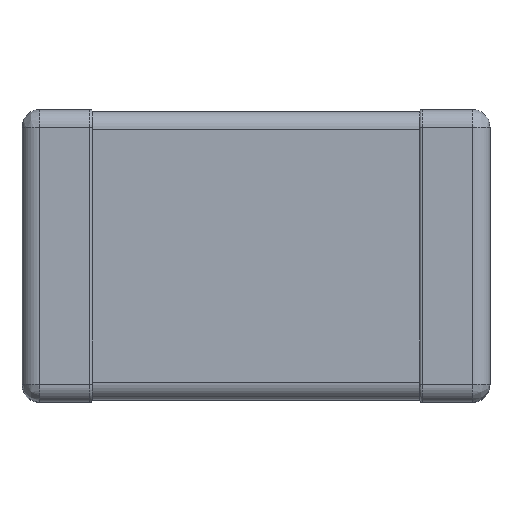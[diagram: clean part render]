
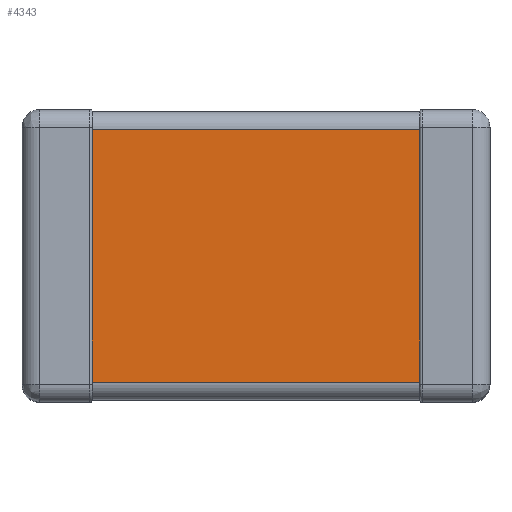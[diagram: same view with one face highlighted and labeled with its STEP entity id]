
A CAD part, top view. The second image highlights one B-rep face of the part: STEP entity #4343.
In plain terms, the highlighted planar face has unit normal (0, 0, 1).
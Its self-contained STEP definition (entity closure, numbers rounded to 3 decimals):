
#1116 = CYLINDRICAL_SURFACE('',#1117,0.01);
#1117 = AXIS2_PLACEMENT_3D('',#1118,#1119,#1120);
#1118 = CARTESIAN_POINT('',(-0.71,-0.625,1.19));
#1119 = DIRECTION('',(0.,1.,0.));
#1120 = DIRECTION('',(0.,0.,1.));
#1273 = VERTEX_POINT('',#1274);
#1274 = CARTESIAN_POINT('',(-0.7,0.54,1.19));
#1332 = CYLINDRICAL_SURFACE('',#1333,0.075);
#1333 = AXIS2_PLACEMENT_3D('',#1334,#1335,#1336);
#1334 = CARTESIAN_POINT('',(0.,0.54,1.115));
#1335 = DIRECTION('',(-1.,0.,0.));
#1336 = DIRECTION('',(0.,0.,1.));
#2388 = VERTEX_POINT('',#2389);
#2389 = CARTESIAN_POINT('',(-0.7,-0.54,1.19));
#2437 = EDGE_CURVE('',#2388,#1273,#2438,.T.);
#2438 = SURFACE_CURVE('',#2439,(#2443,#2450),.PCURVE_S1.);
#2439 = LINE('',#2440,#2441);
#2440 = CARTESIAN_POINT('',(-0.7,-0.615,1.19));
#2441 = VECTOR('',#2442,1.);
#2442 = DIRECTION('',(0.,1.,0.));
#2443 = PCURVE('',#1116,#2444);
#2444 = DEFINITIONAL_REPRESENTATION('',(#2445),#2449);
#2445 = LINE('',#2446,#2447);
#2446 = CARTESIAN_POINT('',(1.571,0.01));
#2447 = VECTOR('',#2448,1.);
#2448 = DIRECTION('',(0.,1.));
#2449 = ( GEOMETRIC_REPRESENTATION_CONTEXT(2) 
PARAMETRIC_REPRESENTATION_CONTEXT() REPRESENTATION_CONTEXT('2D SPACE',''
  ) );
#2450 = PCURVE('',#2451,#2456);
#2451 = PLANE('',#2452);
#2452 = AXIS2_PLACEMENT_3D('',#2453,#2454,#2455);
#2453 = CARTESIAN_POINT('',(0.,-0.615,1.19));
#2454 = DIRECTION('',(0.,0.,1.));
#2455 = DIRECTION('',(1.,0.,0.));
#2456 = DEFINITIONAL_REPRESENTATION('',(#2457),#2461);
#2457 = LINE('',#2458,#2459);
#2458 = CARTESIAN_POINT('',(-0.7,0.));
#2459 = VECTOR('',#2460,1.);
#2460 = DIRECTION('',(0.,1.));
#2461 = ( GEOMETRIC_REPRESENTATION_CONTEXT(2) 
PARAMETRIC_REPRESENTATION_CONTEXT() REPRESENTATION_CONTEXT('2D SPACE',''
  ) );
#2650 = VERTEX_POINT('',#2651);
#2651 = CARTESIAN_POINT('',(0.7,0.54,1.19));
#2702 = EDGE_CURVE('',#2650,#1273,#2703,.T.);
#2703 = SURFACE_CURVE('',#2704,(#2708,#2737),.PCURVE_S1.);
#2704 = LINE('',#2705,#2706);
#2705 = CARTESIAN_POINT('',(0.,0.54,1.19));
#2706 = VECTOR('',#2707,1.);
#2707 = DIRECTION('',(-1.,0.,0.));
#2708 = PCURVE('',#1332,#2709);
#2709 = DEFINITIONAL_REPRESENTATION('',(#2710),#2736);
#2710 = B_SPLINE_CURVE_WITH_KNOTS('',3,(#2711,#2712,#2713,#2714,#2715,
    #2716,#2717,#2718,#2719,#2720,#2721,#2722,#2723,#2724,#2725,#2726,
    #2727,#2728,#2729,#2730,#2731,#2732,#2733,#2734,#2735),
  .UNSPECIFIED.,.F.,.F.,(4,1,1,1,1,1,1,1,1,1,1,1,1,1,1,1,1,1,1,1,1,1,4),
  (-0.7,-0.636,-0.573,-0.509,-0.445,
    -0.382,-0.318,-0.255,-0.191,
    -0.127,-0.064,0.,
    0.064,0.127,0.191,0.255,
    0.318,0.382,0.445,0.509,
    0.573,0.636,0.7),.UNSPECIFIED.);
#2711 = CARTESIAN_POINT('',(0.,-0.7));
#2712 = CARTESIAN_POINT('',(0.,-0.679));
#2713 = CARTESIAN_POINT('',(0.,-0.636));
#2714 = CARTESIAN_POINT('',(0.,-0.573));
#2715 = CARTESIAN_POINT('',(0.,-0.509));
#2716 = CARTESIAN_POINT('',(0.,-0.445));
#2717 = CARTESIAN_POINT('',(0.,-0.382));
#2718 = CARTESIAN_POINT('',(0.,-0.318));
#2719 = CARTESIAN_POINT('',(0.,-0.255));
#2720 = CARTESIAN_POINT('',(0.,-0.191));
#2721 = CARTESIAN_POINT('',(0.,-0.127));
#2722 = CARTESIAN_POINT('',(0.,-0.064));
#2723 = CARTESIAN_POINT('',(0.,0.));
#2724 = CARTESIAN_POINT('',(0.,0.064));
#2725 = CARTESIAN_POINT('',(0.,0.127));
#2726 = CARTESIAN_POINT('',(0.,0.191));
#2727 = CARTESIAN_POINT('',(0.,0.255));
#2728 = CARTESIAN_POINT('',(0.,0.318));
#2729 = CARTESIAN_POINT('',(0.,0.382));
#2730 = CARTESIAN_POINT('',(0.,0.445));
#2731 = CARTESIAN_POINT('',(0.,0.509));
#2732 = CARTESIAN_POINT('',(0.,0.573));
#2733 = CARTESIAN_POINT('',(0.,0.636));
#2734 = CARTESIAN_POINT('',(0.,0.679));
#2735 = CARTESIAN_POINT('',(0.,0.7));
#2736 = ( GEOMETRIC_REPRESENTATION_CONTEXT(2) 
PARAMETRIC_REPRESENTATION_CONTEXT() REPRESENTATION_CONTEXT('2D SPACE',''
  ) );
#2737 = PCURVE('',#2451,#2738);
#2738 = DEFINITIONAL_REPRESENTATION('',(#2739),#2743);
#2739 = LINE('',#2740,#2741);
#2740 = CARTESIAN_POINT('',(0.,1.155));
#2741 = VECTOR('',#2742,1.);
#2742 = DIRECTION('',(-1.,0.));
#2743 = ( GEOMETRIC_REPRESENTATION_CONTEXT(2) 
PARAMETRIC_REPRESENTATION_CONTEXT() REPRESENTATION_CONTEXT('2D SPACE',''
  ) );
#4307 = CYLINDRICAL_SURFACE('',#4308,0.075);
#4308 = AXIS2_PLACEMENT_3D('',#4309,#4310,#4311);
#4309 = CARTESIAN_POINT('',(0.,-0.54,1.115));
#4310 = DIRECTION('',(-1.,0.,0.));
#4311 = DIRECTION('',(0.,0.,1.));
#4343 = ADVANCED_FACE('',(#4344),#2451,.T.);
#4344 = FACE_BOUND('',#4345,.T.);
#4345 = EDGE_LOOP('',(#4346,#4391,#4417,#4418));
#4346 = ORIENTED_EDGE('',*,*,#4347,.T.);
#4347 = EDGE_CURVE('',#2388,#4348,#4350,.T.);
#4348 = VERTEX_POINT('',#4349);
#4349 = CARTESIAN_POINT('',(0.7,-0.54,1.19));
#4350 = SURFACE_CURVE('',#4351,(#4355,#4362),.PCURVE_S1.);
#4351 = LINE('',#4352,#4353);
#4352 = CARTESIAN_POINT('',(0.,-0.54,1.19));
#4353 = VECTOR('',#4354,1.);
#4354 = DIRECTION('',(1.,0.,0.));
#4355 = PCURVE('',#2451,#4356);
#4356 = DEFINITIONAL_REPRESENTATION('',(#4357),#4361);
#4357 = LINE('',#4358,#4359);
#4358 = CARTESIAN_POINT('',(0.,0.075));
#4359 = VECTOR('',#4360,1.);
#4360 = DIRECTION('',(1.,0.));
#4361 = ( GEOMETRIC_REPRESENTATION_CONTEXT(2) 
PARAMETRIC_REPRESENTATION_CONTEXT() REPRESENTATION_CONTEXT('2D SPACE',''
  ) );
#4362 = PCURVE('',#4307,#4363);
#4363 = DEFINITIONAL_REPRESENTATION('',(#4364),#4390);
#4364 = B_SPLINE_CURVE_WITH_KNOTS('',3,(#4365,#4366,#4367,#4368,#4369,
    #4370,#4371,#4372,#4373,#4374,#4375,#4376,#4377,#4378,#4379,#4380,
    #4381,#4382,#4383,#4384,#4385,#4386,#4387,#4388,#4389),
  .UNSPECIFIED.,.F.,.F.,(4,1,1,1,1,1,1,1,1,1,1,1,1,1,1,1,1,1,1,1,1,1,4),
  (-0.7,-0.636,-0.573,-0.509,-0.445,
    -0.382,-0.318,-0.255,-0.191,
    -0.127,-0.064,0.,
    0.064,0.127,0.191,0.255,
    0.318,0.382,0.445,0.509,
    0.573,0.636,0.7),.UNSPECIFIED.);
#4365 = CARTESIAN_POINT('',(6.283,0.7));
#4366 = CARTESIAN_POINT('',(6.283,0.679));
#4367 = CARTESIAN_POINT('',(6.283,0.636));
#4368 = CARTESIAN_POINT('',(6.283,0.573));
#4369 = CARTESIAN_POINT('',(6.283,0.509));
#4370 = CARTESIAN_POINT('',(6.283,0.445));
#4371 = CARTESIAN_POINT('',(6.283,0.382));
#4372 = CARTESIAN_POINT('',(6.283,0.318));
#4373 = CARTESIAN_POINT('',(6.283,0.255));
#4374 = CARTESIAN_POINT('',(6.283,0.191));
#4375 = CARTESIAN_POINT('',(6.283,0.127));
#4376 = CARTESIAN_POINT('',(6.283,0.064));
#4377 = CARTESIAN_POINT('',(6.283,0.));
#4378 = CARTESIAN_POINT('',(6.283,-0.064));
#4379 = CARTESIAN_POINT('',(6.283,-0.127));
#4380 = CARTESIAN_POINT('',(6.283,-0.191));
#4381 = CARTESIAN_POINT('',(6.283,-0.255));
#4382 = CARTESIAN_POINT('',(6.283,-0.318));
#4383 = CARTESIAN_POINT('',(6.283,-0.382));
#4384 = CARTESIAN_POINT('',(6.283,-0.445));
#4385 = CARTESIAN_POINT('',(6.283,-0.509));
#4386 = CARTESIAN_POINT('',(6.283,-0.573));
#4387 = CARTESIAN_POINT('',(6.283,-0.636));
#4388 = CARTESIAN_POINT('',(6.283,-0.679));
#4389 = CARTESIAN_POINT('',(6.283,-0.7));
#4390 = ( GEOMETRIC_REPRESENTATION_CONTEXT(2) 
PARAMETRIC_REPRESENTATION_CONTEXT() REPRESENTATION_CONTEXT('2D SPACE',''
  ) );
#4391 = ORIENTED_EDGE('',*,*,#4392,.F.);
#4392 = EDGE_CURVE('',#2650,#4348,#4393,.T.);
#4393 = SURFACE_CURVE('',#4394,(#4398,#4405),.PCURVE_S1.);
#4394 = LINE('',#4395,#4396);
#4395 = CARTESIAN_POINT('',(0.7,-0.615,1.19));
#4396 = VECTOR('',#4397,1.);
#4397 = DIRECTION('',(0.,-1.,0.));
#4398 = PCURVE('',#2451,#4399);
#4399 = DEFINITIONAL_REPRESENTATION('',(#4400),#4404);
#4400 = LINE('',#4401,#4402);
#4401 = CARTESIAN_POINT('',(0.7,0.));
#4402 = VECTOR('',#4403,1.);
#4403 = DIRECTION('',(0.,-1.));
#4404 = ( GEOMETRIC_REPRESENTATION_CONTEXT(2) 
PARAMETRIC_REPRESENTATION_CONTEXT() REPRESENTATION_CONTEXT('2D SPACE',''
  ) );
#4405 = PCURVE('',#4406,#4411);
#4406 = CYLINDRICAL_SURFACE('',#4407,0.01);
#4407 = AXIS2_PLACEMENT_3D('',#4408,#4409,#4410);
#4408 = CARTESIAN_POINT('',(0.71,-0.625,1.19));
#4409 = DIRECTION('',(0.,1.,0.));
#4410 = DIRECTION('',(0.,0.,1.));
#4411 = DEFINITIONAL_REPRESENTATION('',(#4412),#4416);
#4412 = LINE('',#4413,#4414);
#4413 = CARTESIAN_POINT('',(4.712,0.01));
#4414 = VECTOR('',#4415,1.);
#4415 = DIRECTION('',(0.,-1.));
#4416 = ( GEOMETRIC_REPRESENTATION_CONTEXT(2) 
PARAMETRIC_REPRESENTATION_CONTEXT() REPRESENTATION_CONTEXT('2D SPACE',''
  ) );
#4417 = ORIENTED_EDGE('',*,*,#2702,.T.);
#4418 = ORIENTED_EDGE('',*,*,#2437,.F.);
